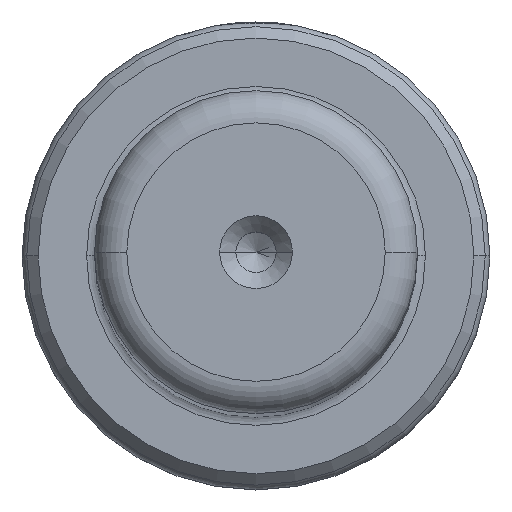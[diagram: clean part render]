
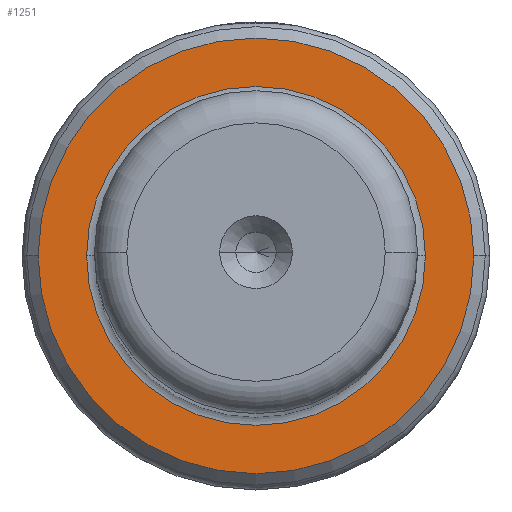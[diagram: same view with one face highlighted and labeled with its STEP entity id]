
A CAD part, top view. The second image highlights one B-rep face of the part: STEP entity #1251.
In plain terms, the highlighted planar face has unit normal (0, 0, 1).
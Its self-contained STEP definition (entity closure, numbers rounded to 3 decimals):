
#65 = AXIS2_PLACEMENT_3D ( 'NONE', #3052, #1544, #1782 ) ;
#253 = EDGE_CURVE ( 'NONE', #2532, #329, #2344, .T. ) ;
#280 = FACE_OUTER_BOUND ( 'NONE', #2442, .T. ) ;
#318 = AXIS2_PLACEMENT_3D ( 'NONE', #1965, #1979, #710 ) ;
#321 = DIRECTION ( 'NONE',  ( -1., 0., 0. ) ) ;
#329 = VERTEX_POINT ( 'NONE', #1993 ) ;
#336 = DIRECTION ( 'NONE',  ( 1., 0., 0. ) ) ;
#379 = ORIENTED_EDGE ( 'NONE', *, *, #446, .T. ) ;
#446 = EDGE_CURVE ( 'NONE', #2642, #2665, #714, .T. ) ;
#587 = DIRECTION ( 'NONE',  ( 0., 0., -1. ) ) ;
#630 = CARTESIAN_POINT ( 'NONE',  ( 0., 0., 20. ) ) ;
#710 = DIRECTION ( 'NONE',  ( 1., 0., 0. ) ) ;
#714 = CIRCLE ( 'NONE', #1260, 10.5 ) ;
#726 = CARTESIAN_POINT ( 'NONE',  ( 10.5, 0., 20. ) ) ;
#1237 = AXIS2_PLACEMENT_3D ( 'NONE', #2867, #587, #2395 ) ;
#1251 = ADVANCED_FACE ( 'NONE', ( #280, #2910 ), #3086, .T. ) ;
#1260 = AXIS2_PLACEMENT_3D ( 'NONE', #2600, #1326, #321 ) ;
#1266 = ORIENTED_EDGE ( 'NONE', *, *, #1852, .T. ) ;
#1326 = DIRECTION ( 'NONE',  ( 0., 0., -1. ) ) ;
#1386 = AXIS2_PLACEMENT_3D ( 'NONE', #630, #2841, #336 ) ;
#1544 = DIRECTION ( 'NONE',  ( 0., 0., 1. ) ) ;
#1715 = CIRCLE ( 'NONE', #1237, 10.5 ) ;
#1782 = DIRECTION ( 'NONE',  ( 1., 0., 0. ) ) ;
#1852 = EDGE_CURVE ( 'NONE', #329, #2532, #1875, .T. ) ;
#1868 = EDGE_LOOP ( 'NONE', ( #2961, #379 ) ) ;
#1875 = CIRCLE ( 'NONE', #65, 13.5 ) ;
#1965 = CARTESIAN_POINT ( 'NONE',  ( 0., 0., 20. ) ) ;
#1979 = DIRECTION ( 'NONE',  ( 0., 0., 1. ) ) ;
#1993 = CARTESIAN_POINT ( 'NONE',  ( 13.5, 0., 20. ) ) ;
#2062 = EDGE_CURVE ( 'NONE', #2665, #2642, #1715, .T. ) ;
#2185 = ORIENTED_EDGE ( 'NONE', *, *, #253, .T. ) ;
#2210 = CARTESIAN_POINT ( 'NONE',  ( -13.5, 0., 20. ) ) ;
#2344 = CIRCLE ( 'NONE', #318, 13.5 ) ;
#2395 = DIRECTION ( 'NONE',  ( -1., 0., 0. ) ) ;
#2442 = EDGE_LOOP ( 'NONE', ( #2185, #1266 ) ) ;
#2532 = VERTEX_POINT ( 'NONE', #2210 ) ;
#2600 = CARTESIAN_POINT ( 'NONE',  ( 0., 0., 20. ) ) ;
#2642 = VERTEX_POINT ( 'NONE', #726 ) ;
#2665 = VERTEX_POINT ( 'NONE', #2800 ) ;
#2800 = CARTESIAN_POINT ( 'NONE',  ( -10.5, 0., 20. ) ) ;
#2841 = DIRECTION ( 'NONE',  ( 0., 0., 1. ) ) ;
#2867 = CARTESIAN_POINT ( 'NONE',  ( 0., 0., 20. ) ) ;
#2910 = FACE_BOUND ( 'NONE', #1868, .T. ) ;
#2961 = ORIENTED_EDGE ( 'NONE', *, *, #2062, .T. ) ;
#3052 = CARTESIAN_POINT ( 'NONE',  ( 0., 0., 20. ) ) ;
#3086 = PLANE ( 'NONE',  #1386 ) ;
